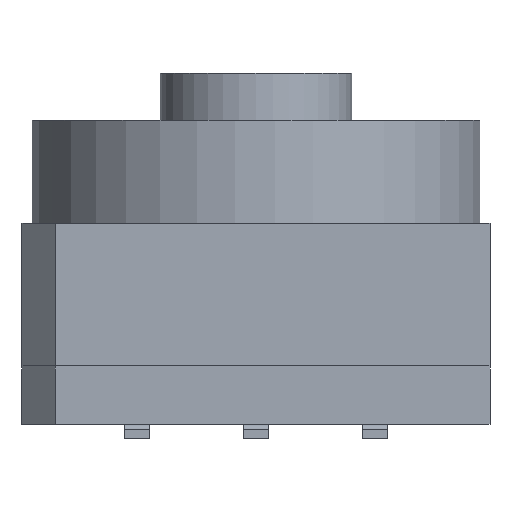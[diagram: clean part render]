
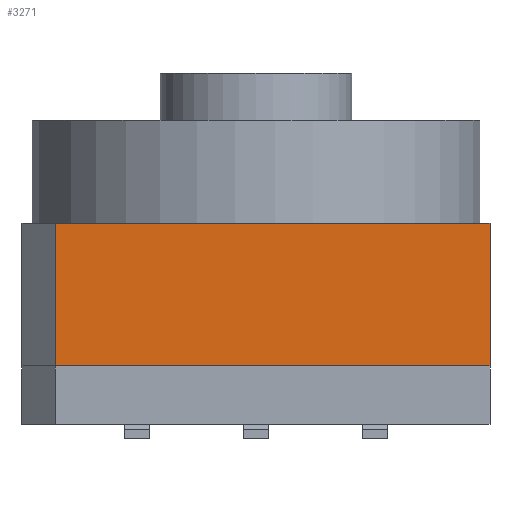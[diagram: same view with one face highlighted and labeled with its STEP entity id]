
A CAD part, left-side view. The second image highlights one B-rep face of the part: STEP entity #3271.
In plain terms, the highlighted planar face has unit normal (-1, 0, 0).
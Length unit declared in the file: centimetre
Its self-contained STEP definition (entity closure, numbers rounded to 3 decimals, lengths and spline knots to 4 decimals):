
#202=LINE('',#4313,#553);
#221=LINE('',#4397,#572);
#222=LINE('',#4398,#573);
#223=LINE('',#4399,#574);
#553=VECTOR('',#3640,1.);
#572=VECTOR('',#3679,1.);
#573=VECTOR('',#3680,1.);
#574=VECTOR('',#3681,1.);
#928=FACE_OUTER_BOUND('',#1115,.T.);
#1115=EDGE_LOOP('',(#2200,#2201,#2202,#2203));
#1341=VERTEX_POINT('',#4310);
#1342=VERTEX_POINT('',#4312);
#1364=VERTEX_POINT('',#4395);
#1365=VERTEX_POINT('',#4396);
#1669=EDGE_CURVE('',#1341,#1342,#202,.T.);
#1698=EDGE_CURVE('',#1364,#1365,#221,.T.);
#1699=EDGE_CURVE('',#1365,#1342,#222,.T.);
#1700=EDGE_CURVE('',#1341,#1364,#223,.T.);
#2200=ORIENTED_EDGE('',*,*,#1698,.T.);
#2201=ORIENTED_EDGE('',*,*,#1699,.T.);
#2202=ORIENTED_EDGE('',*,*,#1669,.F.);
#2203=ORIENTED_EDGE('',*,*,#1700,.T.);
#3153=PLANE('',#3478);
#3271=ADVANCED_FACE('',(#928),#3153,.T.);
#3478=AXIS2_PLACEMENT_3D('',#4394,#3677,#3678);
#3640=DIRECTION('',(0.,0.,-1.));
#3677=DIRECTION('center_axis',(-1.,0.,0.));
#3678=DIRECTION('ref_axis',(0.,0.,
1.));
#3679=DIRECTION('',(0.,0.,-1.));
#3680=DIRECTION('',(0.,-1.,0.));
#3681=DIRECTION('',(0.,1.,0.));
#4310=CARTESIAN_POINT('',(-0.5,-0.5,0.1525));
#4312=CARTESIAN_POINT('',(-0.5,-0.5,-0.1525));
#4313=CARTESIAN_POINT('',(-0.5,-0.5,0.));
#4394=CARTESIAN_POINT('Origin',(-0.5,-0.5,0.));
#4395=CARTESIAN_POINT('',(-0.5,0.4293,0.1525));
#4396=CARTESIAN_POINT('',(-0.5,0.4293,-0.1525));
#4397=CARTESIAN_POINT('',(-0.5,0.4293,0.0763));
#4398=CARTESIAN_POINT('',(-0.5,0.5,-0.1525));
#4399=CARTESIAN_POINT('',(-0.5,0.5,0.1525));
